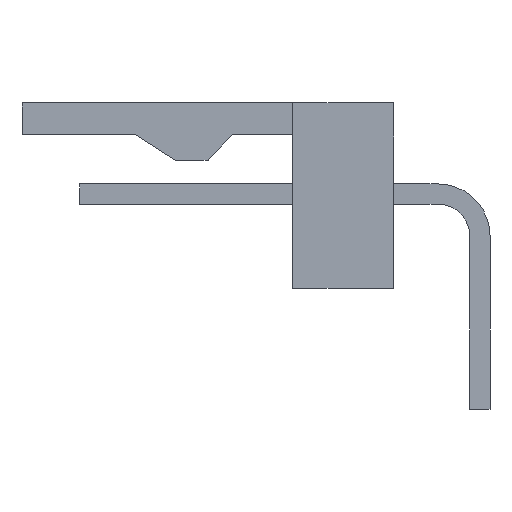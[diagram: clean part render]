
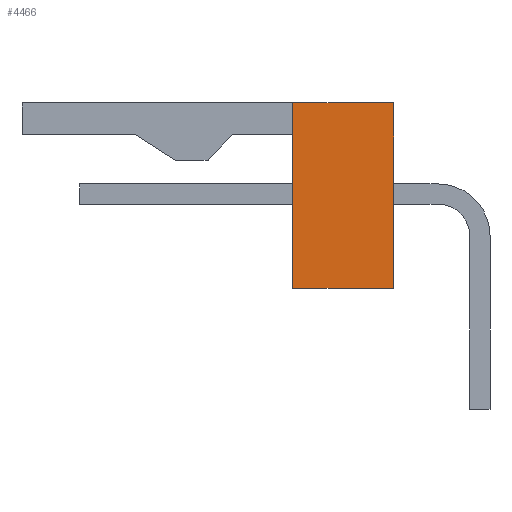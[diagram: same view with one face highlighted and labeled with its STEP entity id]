
A CAD part, left-side view. The second image highlights one B-rep face of the part: STEP entity #4466.
In plain terms, the highlighted planar face has unit normal (-1, 0, 0).
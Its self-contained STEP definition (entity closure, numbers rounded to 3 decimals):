
#3395=CARTESIAN_POINT('',(-8.89,2.72,0.0));
#3396=VERTEX_POINT('',#3395);
#3403=CARTESIAN_POINT('',(-8.89,5.895,0.0));
#3404=VERTEX_POINT('',#3403);
#3405=CARTESIAN_POINT('',(-8.89,5.895,0.0));
#3406=DIRECTION('',(0.0,-1.0,0.0));
#3407=VECTOR('',#3406,3.175);
#3408=LINE('',#3405,#3407);
#3409=EDGE_CURVE('',#3404,#3396,#3408,.T.);
#3521=CARTESIAN_POINT('',(-8.89,2.72,5.842));
#3522=VERTEX_POINT('',#3521);
#3529=CARTESIAN_POINT('',(-8.89,2.72,0.0));
#3530=DIRECTION('',(0.0,0.0,1.0));
#3531=VECTOR('',#3530,5.842);
#3532=LINE('',#3529,#3531);
#3533=EDGE_CURVE('',#3396,#3522,#3532,.T.);
#3804=CARTESIAN_POINT('',(-8.89,5.895,5.842));
#3805=VERTEX_POINT('',#3804);
#3812=CARTESIAN_POINT('',(-8.89,2.72,5.842));
#3813=DIRECTION('',(0.0,1.0,0.0));
#3814=VECTOR('',#3813,3.175);
#3815=LINE('',#3812,#3814);
#3816=EDGE_CURVE('',#3522,#3805,#3815,.T.);
#4010=CARTESIAN_POINT('',(-8.89,5.895,5.842));
#4011=DIRECTION('',(0.0,0.0,-1.0));
#4012=VECTOR('',#4011,5.842);
#4013=LINE('',#4010,#4012);
#4014=EDGE_CURVE('',#3805,#3404,#4013,.T.);
#4455=CARTESIAN_POINT('',(-8.89,2.561,-0.292));
#4456=DIRECTION('',(-1.0,0.0,0.0));
#4457=DIRECTION('',(0.0,0.0,1.0));
#4458=AXIS2_PLACEMENT_3D('',#4455,#4456,#4457);
#4459=PLANE('',#4458);
#4460=ORIENTED_EDGE('',*,*,#3533,.T.);
#4461=ORIENTED_EDGE('',*,*,#3816,.T.);
#4462=ORIENTED_EDGE('',*,*,#4014,.T.);
#4463=ORIENTED_EDGE('',*,*,#3409,.T.);
#4464=EDGE_LOOP('',(#4460,#4461,#4462,#4463));
#4465=FACE_OUTER_BOUND('',#4464,.T.);
#4466=ADVANCED_FACE('',(#4465),#4459,.T.);
